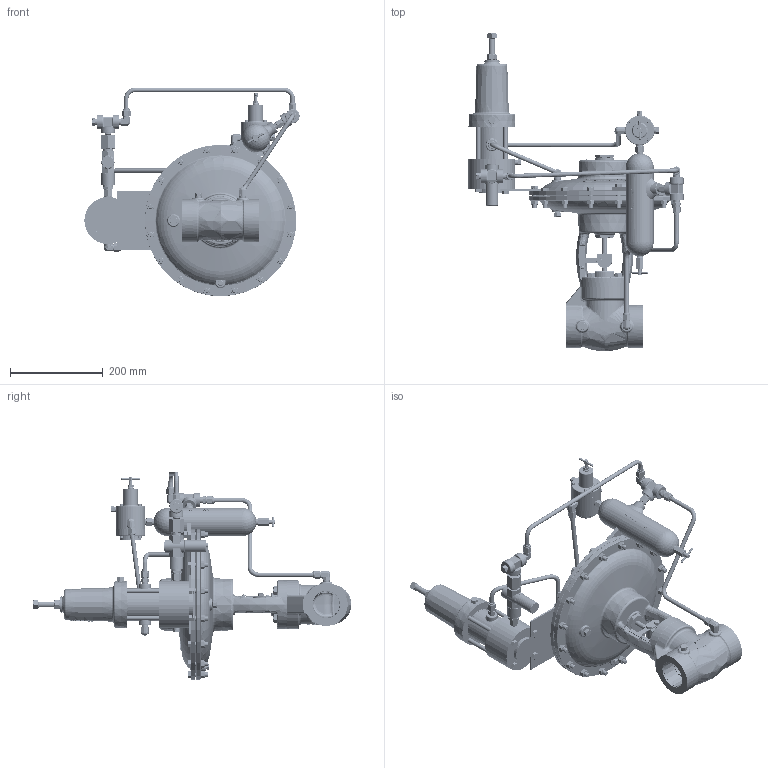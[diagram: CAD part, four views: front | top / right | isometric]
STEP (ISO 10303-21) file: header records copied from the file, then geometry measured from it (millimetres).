
FILE_DESCRIPTION (( 'STEP AP203' ), '1' );
FILE_NAME ('2 INCH 150-75HPBP.step', '2014-03-12T15:40:47', ( 'PCTech' ), ( 'Microsoft' ), 'SwSTEP 2.0', 'SolidWorks 2013', '' );
FILE_SCHEMA (( 'CONFIG_CONTROL_DESIGN' ));
Length unit declared in the file: inch
Products named in the file (1): 2 INCH 150-75HPBP
Bounding box: 464.38 x 687.55 x 450.13 mm (x, y, z)
Volume: 8335947.3 mm3; surface area: 1306428.2 mm2
Topology: 142 solids, 142 shells, 5825 faces, 14047 edges, 8778 vertices
Faces by surface type: plane 2374, bspline 1116, cone 1112, cylinder 887, torus 268, sphere 68
Entity records: 266476 total; most frequent: CARTESIAN_POINT 142043, ORIENTED_EDGE 28004, DIRECTION 22299, EDGE_CURVE 14002, VERTEX_POINT 8775, AXIS2_PLACEMENT_3D 8508, EDGE_LOOP 6147, FACE_OUTER_BOUND 5825
